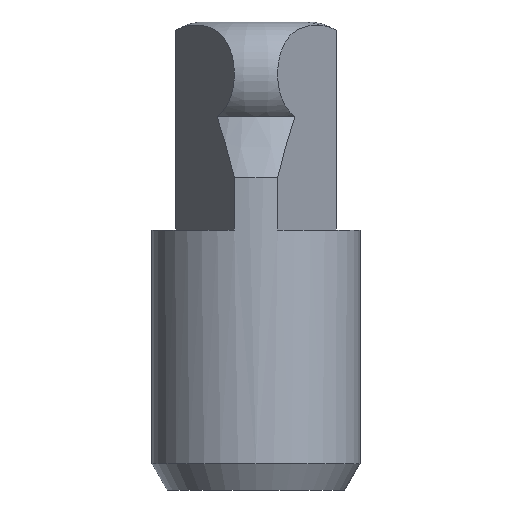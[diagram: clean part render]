
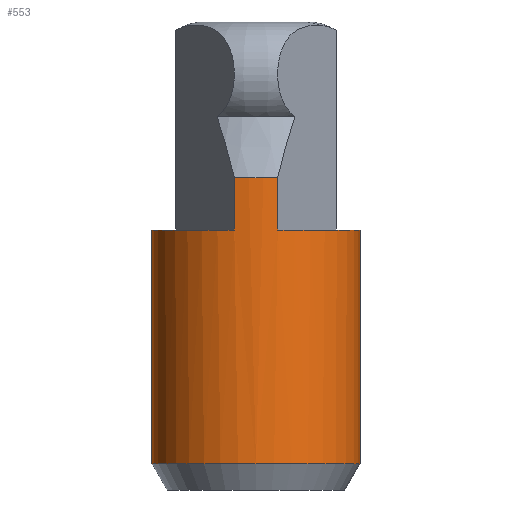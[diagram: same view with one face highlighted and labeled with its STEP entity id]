
A CAD part, left-side view. The second image highlights one B-rep face of the part: STEP entity #553.
In plain terms, the highlighted cylindrical face has radius 6 mm (diameter 12 mm), a partial arc.
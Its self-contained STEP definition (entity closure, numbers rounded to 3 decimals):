
#1 = VERTEX_POINT ( 'NONE', #722 ) ;
#11 = CARTESIAN_POINT ( 'NONE',  ( 0., 6., 1.5 ) ) ;
#25 = DIRECTION ( 'NONE',  ( 0., -1., 0. ) ) ;
#27 = CIRCLE ( 'NONE', #283, 6. ) ;
#29 = AXIS2_PLACEMENT_3D ( 'NONE', #292, #459, #692 ) ;
#37 = CARTESIAN_POINT ( 'NONE',  ( 0., 6., 15. ) ) ;
#41 = CYLINDRICAL_SURFACE ( 'NONE', #728, 6. ) ;
#43 = EDGE_CURVE ( 'NONE', #558, #347, #252, .T. ) ;
#71 = ORIENTED_EDGE ( 'NONE', *, *, #611, .T. ) ;
#98 = EDGE_CURVE ( 'NONE', #1, #347, #511, .T. ) ;
#104 = DIRECTION ( 'NONE',  ( 0., 0., -1. ) ) ;
#109 = ORIENTED_EDGE ( 'NONE', *, *, #98, .F. ) ;
#141 = ORIENTED_EDGE ( 'NONE', *, *, #570, .F. ) ;
#150 = CARTESIAN_POINT ( 'NONE',  ( 0., -6., 0. ) ) ;
#152 = DIRECTION ( 'NONE',  ( 0., 0., -1. ) ) ;
#179 = EDGE_CURVE ( 'NONE', #429, #467, #27, .T. ) ;
#197 = CIRCLE ( 'NONE', #294, 6. ) ;
#204 = CARTESIAN_POINT ( 'NONE',  ( -5.868, -1.25, 15. ) ) ;
#206 = ORIENTED_EDGE ( 'NONE', *, *, #179, .T. ) ;
#210 = LINE ( 'NONE', #150, #672 ) ;
#224 = DIRECTION ( 'NONE',  ( 0., -1., 0. ) ) ;
#252 = LINE ( 'NONE', #410, #364 ) ;
#258 = ORIENTED_EDGE ( 'NONE', *, *, #313, .F. ) ;
#272 = CIRCLE ( 'NONE', #29, 6. ) ;
#274 = CARTESIAN_POINT ( 'NONE',  ( -5.868, -1.25, 15. ) ) ;
#283 = AXIS2_PLACEMENT_3D ( 'NONE', #667, #317, #25 ) ;
#291 = DIRECTION ( 'NONE',  ( 0., 0., -1. ) ) ;
#292 = CARTESIAN_POINT ( 'NONE',  ( 0., 0., 15. ) ) ;
#294 = AXIS2_PLACEMENT_3D ( 'NONE', #745, #673, #615 ) ;
#302 = ORIENTED_EDGE ( 'NONE', *, *, #637, .F. ) ;
#310 = AXIS2_PLACEMENT_3D ( 'NONE', #621, #152, #378 ) ;
#313 = EDGE_CURVE ( 'NONE', #735, #467, #719, .T. ) ;
#317 = DIRECTION ( 'NONE',  ( 0., 0., -1. ) ) ;
#340 = CARTESIAN_POINT ( 'NONE',  ( -5.868, -1.25, 18. ) ) ;
#343 = VECTOR ( 'NONE', #664, 1000. ) ;
#347 = VERTEX_POINT ( 'NONE', #11 ) ;
#363 = VERTEX_POINT ( 'NONE', #204 ) ;
#364 = VECTOR ( 'NONE', #291, 1000. ) ;
#378 = DIRECTION ( 'NONE',  ( 0., -1., 0. ) ) ;
#386 = VECTOR ( 'NONE', #569, 1000. ) ;
#389 = LINE ( 'NONE', #274, #386 ) ;
#390 = EDGE_LOOP ( 'NONE', ( #302, #709, #109, #736, #141, #71, #206, #258 ) ) ;
#410 = CARTESIAN_POINT ( 'NONE',  ( 0., 6., 0. ) ) ;
#429 = VERTEX_POINT ( 'NONE', #340 ) ;
#447 = DIRECTION ( 'NONE',  ( 0., 0., -1. ) ) ;
#459 = DIRECTION ( 'NONE',  ( 0., 0., 1. ) ) ;
#467 = VERTEX_POINT ( 'NONE', #542 ) ;
#497 = EDGE_CURVE ( 'NONE', #647, #1, #210, .T. ) ;
#511 = CIRCLE ( 'NONE', #310, 6. ) ;
#516 = FACE_OUTER_BOUND ( 'NONE', #390, .T. ) ;
#531 = CARTESIAN_POINT ( 'NONE',  ( -5.868, 1.25, 15. ) ) ;
#542 = CARTESIAN_POINT ( 'NONE',  ( -5.868, 1.25, 18. ) ) ;
#543 = CARTESIAN_POINT ( 'NONE',  ( -5.868, 1.25, 15. ) ) ;
#553 = ADVANCED_FACE ( 'NONE', ( #516 ), #41, .T. ) ;
#558 = VERTEX_POINT ( 'NONE', #37 ) ;
#569 = DIRECTION ( 'NONE',  ( 0., 0., 1. ) ) ;
#570 = EDGE_CURVE ( 'NONE', #363, #647, #197, .T. ) ;
#590 = CARTESIAN_POINT ( 'NONE',  ( 0., -6., 15. ) ) ;
#611 = EDGE_CURVE ( 'NONE', #363, #429, #389, .T. ) ;
#615 = DIRECTION ( 'NONE',  ( 0., 1., 0. ) ) ;
#617 = CARTESIAN_POINT ( 'NONE',  ( 0., 0., 0. ) ) ;
#621 = CARTESIAN_POINT ( 'NONE',  ( 0., 0., 1.5 ) ) ;
#637 = EDGE_CURVE ( 'NONE', #558, #735, #272, .T. ) ;
#647 = VERTEX_POINT ( 'NONE', #590 ) ;
#664 = DIRECTION ( 'NONE',  ( 0., 0., 1. ) ) ;
#667 = CARTESIAN_POINT ( 'NONE',  ( 0., 0., 18. ) ) ;
#672 = VECTOR ( 'NONE', #104, 1000. ) ;
#673 = DIRECTION ( 'NONE',  ( 0., 0., 1. ) ) ;
#692 = DIRECTION ( 'NONE',  ( 0., 1., 0. ) ) ;
#709 = ORIENTED_EDGE ( 'NONE', *, *, #43, .T. ) ;
#719 = LINE ( 'NONE', #543, #343 ) ;
#722 = CARTESIAN_POINT ( 'NONE',  ( 0., -6., 1.5 ) ) ;
#728 = AXIS2_PLACEMENT_3D ( 'NONE', #617, #447, #224 ) ;
#735 = VERTEX_POINT ( 'NONE', #531 ) ;
#736 = ORIENTED_EDGE ( 'NONE', *, *, #497, .F. ) ;
#745 = CARTESIAN_POINT ( 'NONE',  ( 0., 0., 15. ) ) ;
